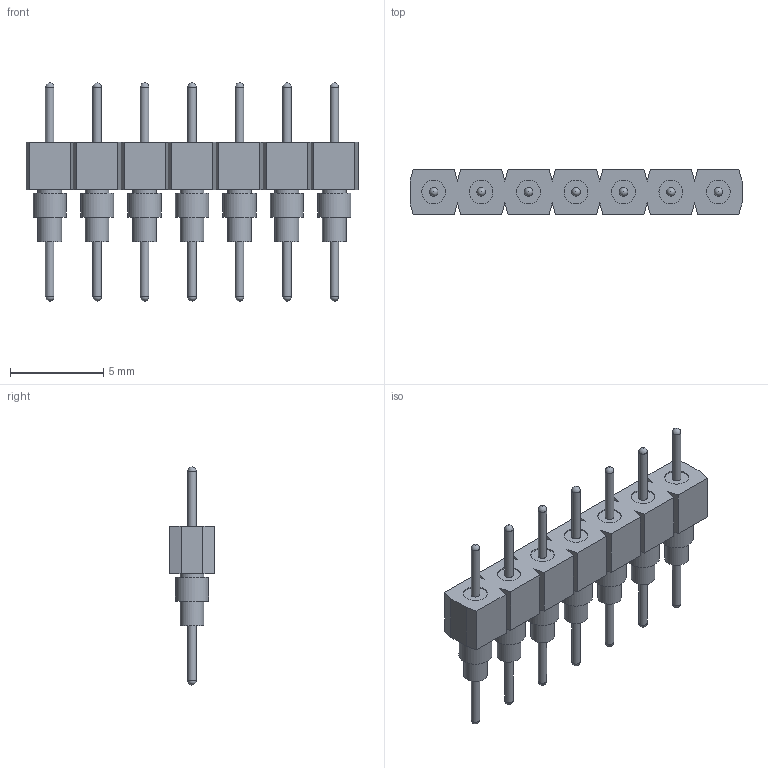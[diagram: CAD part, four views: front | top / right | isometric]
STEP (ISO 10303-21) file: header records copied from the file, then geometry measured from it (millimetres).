
FILE_DESCRIPTION(('FreeCAD Model'),'2;1');
FILE_NAME('Open CASCADE Shape Model','2025-01-12T11:57:55',(''),(''), 'Open CASCADE STEP processor 7.8','FreeCAD','Unknown');
FILE_SCHEMA(('AUTOMOTIVE_DESIGN { 1 0 10303 214 1 1 1 1 }'));
Length unit declared in the file: millimetre
Products named in the file (8): BBS-107-G-A_pins006; BBS-107-G-A_socket; BBS-107-G-A_pins; BBS-107-G-A_pins001; BBS-107-G-A_pins002; BBS-107-G-A_pins003; BBS-107-G-A_pins004; BBS-107-G-A_pins005
Bounding box: 17.78 x 2.44 x 11.68 mm (x, y, z)
Volume: 148.4 mm3; surface area: 525.9 mm2
Topology: 8 solids, 8 shells, 130 faces, 307 edges, 207 vertices
Faces by surface type: plane 74, cylinder 42, sphere 14
Full cylindrical faces by diameter (mm): 0.457 x14, 1.27 x21, 1.778 x7
Entity records: 3878 total; most frequent: CARTESIAN_POINT 743, DIRECTION 604, ORIENTED_EDGE 586, EDGE_CURVE 293, AXIS2_PLACEMENT_3D 236, VERTEX_POINT 207, FACE_BOUND 172, EDGE_LOOP 172
